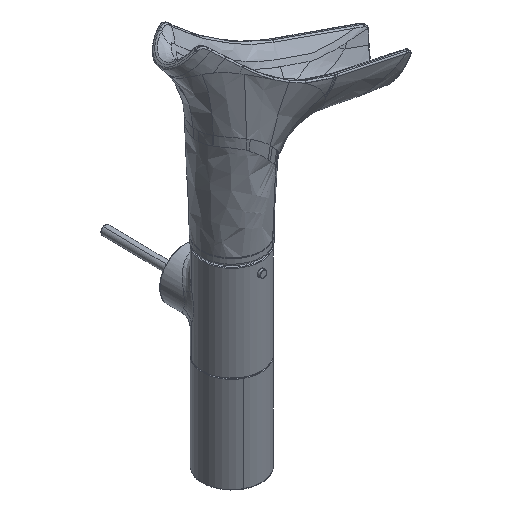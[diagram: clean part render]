
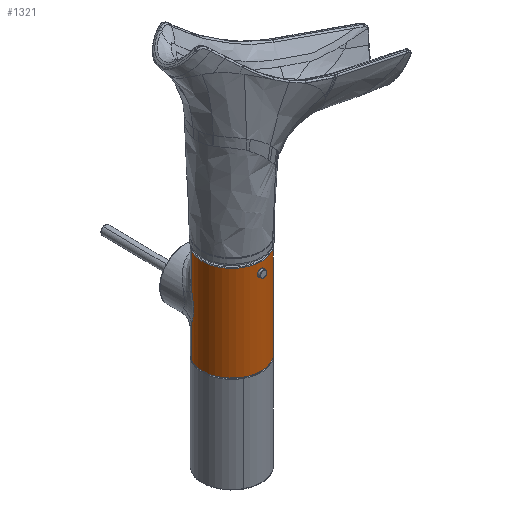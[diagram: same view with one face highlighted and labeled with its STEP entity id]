
A CAD part, isometric view. The second image highlights one B-rep face of the part: STEP entity #1321.
In plain terms, the highlighted cylindrical face has radius 25 mm (diameter 50 mm), a partial arc.
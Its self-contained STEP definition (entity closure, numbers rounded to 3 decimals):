
#356=CARTESIAN_POINT(' ',(-21.94,11.986,81.));
#361=DIRECTION(' ',(0.,0.,-1.));
#366=VECTOR(' ',#361,1.);
#371=LINE('',#356,#366);
#376=CARTESIAN_POINT(' ',(-21.94,11.986,81.));
#377=VERTEX_POINT(' ',#376);
#381=CARTESIAN_POINT(' ',(-21.94,11.986,51.467));
#382=VERTEX_POINT(' ',#381);
#386=EDGE_CURVE(' ',#377,#382,#371,.T.);
#421=CARTESIAN_POINT(' ',(21.94,-11.986,81.));
#422=VERTEX_POINT(' ',#421);
#436=CARTESIAN_POINT(' ',(21.94,-11.986,81.));
#441=DIRECTION(' ',(0.,0.,-1.));
#446=VECTOR(' ',#441,1.);
#451=LINE('',#436,#446);
#456=CARTESIAN_POINT(' ',(21.94,-11.986,0.5));
#457=VERTEX_POINT(' ',#456);
#461=EDGE_CURVE(' ',#422,#457,#451,.T.);
#496=CARTESIAN_POINT(' ',(-21.94,11.986,0.5));
#497=VERTEX_POINT(' ',#496);
#511=CARTESIAN_POINT(' ',(-21.94,11.986,28.533));
#516=DIRECTION(' ',(0.,0.,-1.));
#521=VECTOR(' ',#516,1.);
#526=LINE('',#511,#521);
#531=CARTESIAN_POINT(' ',(-21.94,11.986,28.533));
#532=VERTEX_POINT(' ',#531);
#536=EDGE_CURVE(' ',#532,#497,#526,.T.);
#916=CARTESIAN_POINT(' ',(0.,0.,40.75));
#921=DIRECTION(' ',(0.,0.,-1.));
#926=DIRECTION(' ',(0.878,-0.479,0.));
#931=AXIS2_PLACEMENT_3D(' ',#916,#921,#926);
#936=CYLINDRICAL_SURFACE(' ',#931,25.);
#941=ORIENTED_EDGE(' ',*,*,#536,.T.);
#946=CARTESIAN_POINT(' ',(0.,0.,0.5));
#951=DIRECTION(' ',(0.,0.,-1.));
#956=DIRECTION(' ',(0.878,-0.479,0.));
#961=AXIS2_PLACEMENT_3D(' ',#946,#951,#956);
#966=CIRCLE('',#961,25.);
#971=EDGE_CURVE(' ',#457,#497,#966,.T.);
#976=ORIENTED_EDGE(' ',*,*,#971,.F.);
#981=ORIENTED_EDGE(' ',*,*,#461,.F.);
#986=CARTESIAN_POINT(' ',(0.,0.,81.));
#991=DIRECTION(' ',(0.,0.,-1.));
#996=DIRECTION(' ',(0.878,-0.479,0.));
#1001=AXIS2_PLACEMENT_3D(' ',#986,#991,#996);
#1006=CIRCLE('',#1001,25.);
#1011=EDGE_CURVE(' ',#422,#377,#1006,.T.);
#1016=ORIENTED_EDGE(' ',*,*,#1011,.T.);
#1021=ORIENTED_EDGE(' ',*,*,#386,.T.);
#1026=CARTESIAN_POINT(' ',(-21.94,11.986,51.467));
#1031=CARTESIAN_POINT(' ',(-22.125,11.646,50.824));
#1036=CARTESIAN_POINT(' ',(-22.293,11.321,50.157));
#1041=CARTESIAN_POINT(' ',(-22.7,10.492,48.265));
#1046=CARTESIAN_POINT(' ',(-22.902,10.033,46.985));
#1051=CARTESIAN_POINT(' ',(-23.222,9.271,43.975));
#1056=CARTESIAN_POINT(' ',(-23.311,9.033,42.263));
#1061=CARTESIAN_POINT(' ',(-23.334,8.975,39.667));
#1066=CARTESIAN_POINT(' ',(-23.323,9.003,38.816));
#1071=CARTESIAN_POINT(' ',(-23.235,9.228,36.259));
#1076=CARTESIAN_POINT(' ',(-23.099,9.579,34.575));
#1081=CARTESIAN_POINT(' ',(-22.722,10.433,31.903));
#1086=CARTESIAN_POINT(' ',(-22.528,10.851,30.87));
#1091=CARTESIAN_POINT(' ',(-22.186,11.526,29.427));
#1096=CARTESIAN_POINT(' ',(-22.067,11.753,28.974));
#1101=CARTESIAN_POINT(' ',(-21.94,11.986,28.533));
#1106=B_SPLINE_CURVE_WITH_KNOTS('',3,(#1026,#1031,#1036,#1041,#1046,#1051,#1056,#1061,#1066,#1071,#1076,#1081,#1086,#1091,#1096,#1101),.UNSPECIFIED.,.F.,.U.,(4,2,2,2,2,2,2,4),(0.,0.1,0.273,0.48,0.58,0.788,0.932,1.),.UNSPECIFIED.);
#1111=EDGE_CURVE(' ',#382,#532,#1106,.T.);
#1116=ORIENTED_EDGE(' ',*,*,#1111,.T.);
#1121=EDGE_LOOP(' ',(#941,#976,#981,#1016,#1021,#1116));
#1126=FACE_OUTER_BOUND(' ',#1121,.T.);
#1131=CARTESIAN_POINT(' ',(3.05,-24.813,72.7));
#1136=CARTESIAN_POINT(' ',(3.05,-24.813,72.059));
#1141=CARTESIAN_POINT(' ',(2.848,-24.84,71.435));
#1146=CARTESIAN_POINT(' ',(2.149,-24.91,70.466));
#1151=CARTESIAN_POINT(' ',(1.7,-24.947,70.108));
#1156=CARTESIAN_POINT(' ',(0.682,-24.996,69.676));
#1161=CARTESIAN_POINT(' ',(0.112,-25.006,69.602));
#1166=CARTESIAN_POINT(' ',(-0.984,-24.987,69.76));
#1171=CARTESIAN_POINT(' ',(-1.51,-24.958,69.992));
#1176=CARTESIAN_POINT(' ',(-2.451,-24.885,70.767));
#1181=CARTESIAN_POINT(' ',(-2.812,-24.842,71.35));
#1186=CARTESIAN_POINT(' ',(-3.021,-24.817,72.219));
#1191=CARTESIAN_POINT(' ',(-3.05,-24.813,72.458));
#1196=CARTESIAN_POINT(' ',(-3.05,-24.813,72.7));
#1201=B_SPLINE_CURVE_WITH_KNOTS('',3,(#1131,#1136,#1141,#1146,#1151,#1156,#1161,#1166,#1171,#1176,#1181,#1186,#1191,#1196),.UNSPECIFIED.,.F.,.U.,(4,2,2,2,2,2,4),(0.,0.199,0.372,0.545,0.717,0.925,1.),.UNSPECIFIED.);
#1206=CARTESIAN_POINT(' ',(3.05,-24.813,72.7));
#1207=VERTEX_POINT(' ',#1206);
#1211=CARTESIAN_POINT(' ',(-3.05,-24.813,72.7));
#1212=VERTEX_POINT(' ',#1211);
#1216=EDGE_CURVE(' ',#1207,#1212,#1201,.T.);
#1221=ORIENTED_EDGE(' ',*,*,#1216,.T.);
#1226=CARTESIAN_POINT(' ',(-3.05,-24.813,72.7));
#1231=CARTESIAN_POINT(' ',(-3.05,-24.813,73.341));
#1236=CARTESIAN_POINT(' ',(-2.848,-24.84,73.965));
#1241=CARTESIAN_POINT(' ',(-2.149,-24.91,74.934));
#1246=CARTESIAN_POINT(' ',(-1.7,-24.947,75.292));
#1251=CARTESIAN_POINT(' ',(-0.682,-24.996,75.724));
#1256=CARTESIAN_POINT(' ',(-0.112,-25.006,75.798));
#1261=CARTESIAN_POINT(' ',(0.984,-24.987,75.64));
#1266=CARTESIAN_POINT(' ',(1.51,-24.958,75.408));
#1271=CARTESIAN_POINT(' ',(2.451,-24.885,74.633));
#1276=CARTESIAN_POINT(' ',(2.812,-24.842,74.05));
#1281=CARTESIAN_POINT(' ',(3.021,-24.817,73.181));
#1286=CARTESIAN_POINT(' ',(3.05,-24.813,72.942));
#1291=CARTESIAN_POINT(' ',(3.05,-24.813,72.7));
#1296=B_SPLINE_CURVE_WITH_KNOTS('',3,(#1226,#1231,#1236,#1241,#1246,#1251,#1256,#1261,#1266,#1271,#1276,#1281,#1286,#1291),.UNSPECIFIED.,.F.,.U.,(4,2,2,2,2,2,4),(0.,0.199,0.372,0.545,0.717,0.925,1.),.UNSPECIFIED.);
#1301=EDGE_CURVE(' ',#1212,#1207,#1296,.T.);
#1306=ORIENTED_EDGE(' ',*,*,#1301,.T.);
#1311=EDGE_LOOP(' ',(#1221,#1306));
#1316=FACE_BOUND(' ',#1311,.T.);
#1321=ADVANCED_FACE('',(#1126,#1316),#936,.T.);
